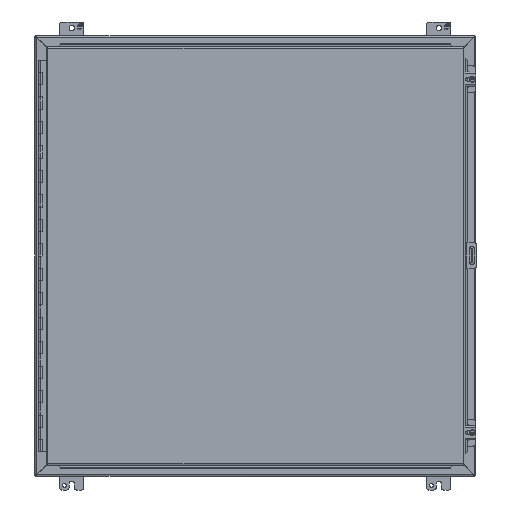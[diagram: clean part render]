
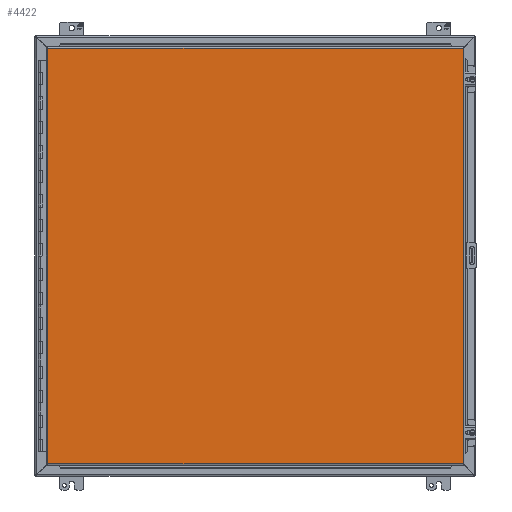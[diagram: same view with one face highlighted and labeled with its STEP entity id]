
A CAD part, front view. The second image highlights one B-rep face of the part: STEP entity #4422.
In plain terms, the highlighted planar face has unit normal (0, -1, 0).
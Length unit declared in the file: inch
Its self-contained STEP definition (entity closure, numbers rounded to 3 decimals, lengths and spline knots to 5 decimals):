
#44 = EDGE_CURVE ( 'NONE', #11340, #45328, #35208, .T. ) ;
#452 = PLANE ( 'NONE',  #41462 ) ;
#1335 = EDGE_CURVE ( 'NONE', #39581, #14341, #41110, .T. ) ;
#4422 = ADVANCED_FACE ( 'NONE', ( #11606 ), #452, .T. ) ;
#6071 = DIRECTION ( 'NONE',  ( 0., 0., -1. ) ) ;
#8440 = CARTESIAN_POINT ( 'NONE',  ( -16.955, -9.185, -16.9945 ) ) ;
#11340 = VERTEX_POINT ( 'NONE', #25889 ) ;
#11368 = DIRECTION ( 'NONE',  ( 0., -1., 0. ) ) ;
#11606 = FACE_OUTER_BOUND ( 'NONE', #24830, .T. ) ;
#13194 = CARTESIAN_POINT ( 'NONE',  ( 17.017, -9.185, -16.9945 ) ) ;
#14341 = VERTEX_POINT ( 'NONE', #43906 ) ;
#15895 = ORIENTED_EDGE ( 'NONE', *, *, #44, .F. ) ;
#16174 = CARTESIAN_POINT ( 'NONE',  ( -16.955, -9.185, -16.9945 ) ) ;
#20466 = CARTESIAN_POINT ( 'NONE',  ( -16.955, -9.185, 16.9945 ) ) ;
#21676 = VECTOR ( 'NONE', #45257, 39.37008 ) ;
#22882 = ORIENTED_EDGE ( 'NONE', *, *, #29401, .F. ) ;
#24830 = EDGE_LOOP ( 'NONE', ( #15895, #33970, #39060, #22882 ) ) ;
#25889 = CARTESIAN_POINT ( 'NONE',  ( 17.017, -9.185, 16.9945 ) ) ;
#28172 = VECTOR ( 'NONE', #6071, 39.37008 ) ;
#29401 = EDGE_CURVE ( 'NONE', #45328, #39581, #42860, .T. ) ;
#30552 = DIRECTION ( 'NONE',  ( 0., 0., -1. ) ) ;
#31816 = CARTESIAN_POINT ( 'NONE',  ( 17.017, -9.185, 16.9945 ) ) ;
#33970 = ORIENTED_EDGE ( 'NONE', *, *, #43401, .F. ) ;
#34242 = VECTOR ( 'NONE', #35309, 39.37008 ) ;
#35208 = LINE ( 'NONE', #31816, #28172 ) ;
#35309 = DIRECTION ( 'NONE',  ( -1., 0., 0. ) ) ;
#35737 = LINE ( 'NONE', #20466, #45640 ) ;
#38180 = CARTESIAN_POINT ( 'NONE',  ( -16.955, -9.185, -16.9945 ) ) ;
#38931 = DIRECTION ( 'NONE',  ( 1., 0., 0. ) ) ;
#38984 = CARTESIAN_POINT ( 'NONE',  ( 17.017, -9.185, -16.9945 ) ) ;
#39060 = ORIENTED_EDGE ( 'NONE', *, *, #1335, .F. ) ;
#39581 = VERTEX_POINT ( 'NONE', #16174 ) ;
#41110 = LINE ( 'NONE', #38180, #21676 ) ;
#41462 = AXIS2_PLACEMENT_3D ( 'NONE', #8440, #11368, #30552 ) ;
#42860 = LINE ( 'NONE', #38984, #34242 ) ;
#43401 = EDGE_CURVE ( 'NONE', #14341, #11340, #35737, .T. ) ;
#43906 = CARTESIAN_POINT ( 'NONE',  ( -16.955, -9.185, 16.9945 ) ) ;
#45257 = DIRECTION ( 'NONE',  ( 0., 0., 1. ) ) ;
#45328 = VERTEX_POINT ( 'NONE', #13194 ) ;
#45640 = VECTOR ( 'NONE', #38931, 39.37008 ) ;
